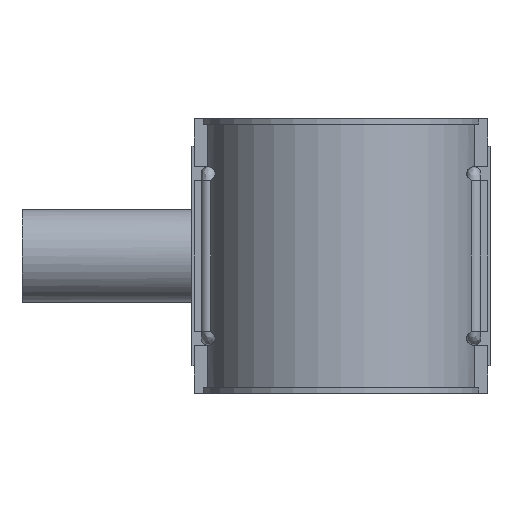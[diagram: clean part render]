
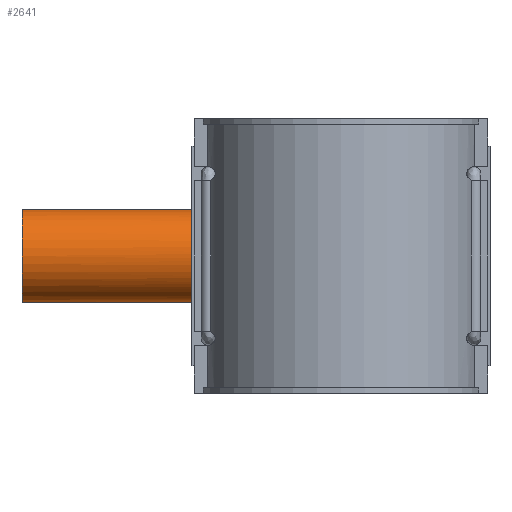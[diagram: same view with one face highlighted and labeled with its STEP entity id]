
A CAD part, front view. The second image highlights one B-rep face of the part: STEP entity #2641.
In plain terms, the highlighted cylindrical face has radius 20 mm (diameter 40 mm), a full revolution.
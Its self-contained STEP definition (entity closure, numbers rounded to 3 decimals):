
#72=FACE_BOUND('',#557,.T.);
#118=B_SPLINE_CURVE_WITH_KNOTS('',3,(#5147,#5148,#5149,#5150,#5151,#5152,
#5153,#5154,#5155,#5156,#5157,#5158,#5159,#5160,#5161,#5162,#5163,#5164,
#5165,#5166,#5167,#5168,#5169,#5170,#5171,#5172,#5173,#5174,#5175,#5176,
#5177,#5178,#5179,#5180,#5181,#5182,#5183,#5184,#5185,#5186,#5187,#5188,
#5189,#5190,#5191,#5192,#5193,#5194,#5195,#5196,#5197,#5198,#5199,#5200,
#5201,#5202,#5203,#5204,#5205,#5206,#5207,#5208,#5209,#5210,#5211,#5212),
 .UNSPECIFIED.,.T.,.F.,(4,2,2,2,2,2,2,2,2,2,2,2,2,2,2,2,2,2,2,2,2,2,2,2,
2,2,2,2,2,2,2,2,4),(0.,0.39,0.781,1.171,
1.561,1.949,2.336,2.724,3.112,
3.499,3.887,4.275,4.662,5.053,
5.443,5.833,6.224,6.614,7.004,
7.394,7.785,8.172,8.56,8.948,
9.335,9.723,10.111,10.498,10.886,
11.276,11.666,12.057,12.447),
 .UNSPECIFIED.);
#362=FACE_OUTER_BOUND('',#556,.T.);
#556=EDGE_LOOP('',(#2424));
#557=EDGE_LOOP('',(#2425));
#1118=CIRCLE('',#2872,20.);
#1363=VERTEX_POINT('',#5144);
#1364=VERTEX_POINT('',#5146);
#1719=EDGE_CURVE('',#1363,#1363,#1118,.T.);
#1720=EDGE_CURVE('',#1364,#1364,#118,.T.);
#2424=ORIENTED_EDGE('',*,*,#1719,.T.);
#2425=ORIENTED_EDGE('',*,*,#1720,.F.);
#2491=CYLINDRICAL_SURFACE('',#2871,20.);
#2641=ADVANCED_FACE('',(#362,#72),#2491,.T.);
#2871=AXIS2_PLACEMENT_3D('',#5143,#3554,#3555);
#2872=AXIS2_PLACEMENT_3D('',#5145,#3556,#3557);
#3554=DIRECTION('center_axis',(1.,0.,0.));
#3555=DIRECTION('ref_axis',(0.,1.,0.));
#3556=DIRECTION('center_axis',(1.,0.,0.));
#3557=DIRECTION('ref_axis',(0.,0.,-1.));
#5143=CARTESIAN_POINT('Origin',(-68.5,91.,0.));
#5144=CARTESIAN_POINT('',(-137.,111.,0.));
#5145=CARTESIAN_POINT('Origin',(-137.,91.,0.));
#5146=CARTESIAN_POINT('',(-26.173,91.,-20.));
#5147=CARTESIAN_POINT('Ctrl Pts',(-26.173,91.,-20.));
#5148=CARTESIAN_POINT('Ctrl Pts',(-26.173,92.301,-20.));
#5149=CARTESIAN_POINT('Ctrl Pts',(-26.273,93.629,-19.871));
#5150=CARTESIAN_POINT('Ctrl Pts',(-26.662,96.242,-19.347));
#5151=CARTESIAN_POINT('Ctrl Pts',(-26.95,97.528,-18.951));
#5152=CARTESIAN_POINT('Ctrl Pts',(-27.644,99.974,-17.923));
#5153=CARTESIAN_POINT('Ctrl Pts',(-28.051,101.138,-17.289));
#5154=CARTESIAN_POINT('Ctrl Pts',(-28.897,103.286,-15.835));
#5155=CARTESIAN_POINT('Ctrl Pts',(-29.335,104.27,-15.014));
#5156=CARTESIAN_POINT('Ctrl Pts',(-30.161,106.008,-13.276));
#5157=CARTESIAN_POINT('Ctrl Pts',(-30.581,106.828,-12.295));
#5158=CARTESIAN_POINT('Ctrl Pts',(-31.359,108.284,-10.147));
#5159=CARTESIAN_POINT('Ctrl Pts',(-31.718,108.921,-8.979));
#5160=CARTESIAN_POINT('Ctrl Pts',(-32.312,109.953,-6.523));
#5161=CARTESIAN_POINT('Ctrl Pts',(-32.548,110.349,-5.233));
#5162=CARTESIAN_POINT('Ctrl Pts',(-32.862,110.873,-2.618));
#5163=CARTESIAN_POINT('Ctrl Pts',(-32.94,111.,-1.292));
#5164=CARTESIAN_POINT('Ctrl Pts',(-32.94,111.,1.292));
#5165=CARTESIAN_POINT('Ctrl Pts',(-32.862,110.873,2.618));
#5166=CARTESIAN_POINT('Ctrl Pts',(-32.548,110.349,5.233));
#5167=CARTESIAN_POINT('Ctrl Pts',(-32.312,109.953,6.523));
#5168=CARTESIAN_POINT('Ctrl Pts',(-31.718,108.921,8.979));
#5169=CARTESIAN_POINT('Ctrl Pts',(-31.359,108.284,10.147));
#5170=CARTESIAN_POINT('Ctrl Pts',(-30.581,106.828,12.295));
#5171=CARTESIAN_POINT('Ctrl Pts',(-30.161,106.008,13.276));
#5172=CARTESIAN_POINT('Ctrl Pts',(-29.335,104.27,15.014));
#5173=CARTESIAN_POINT('Ctrl Pts',(-28.897,103.286,15.835));
#5174=CARTESIAN_POINT('Ctrl Pts',(-28.051,101.138,17.289));
#5175=CARTESIAN_POINT('Ctrl Pts',(-27.644,99.974,17.923));
#5176=CARTESIAN_POINT('Ctrl Pts',(-26.95,97.528,18.951));
#5177=CARTESIAN_POINT('Ctrl Pts',(-26.662,96.242,19.347));
#5178=CARTESIAN_POINT('Ctrl Pts',(-26.273,93.629,19.871));
#5179=CARTESIAN_POINT('Ctrl Pts',(-26.173,92.301,20.));
#5180=CARTESIAN_POINT('Ctrl Pts',(-26.173,89.699,20.));
#5181=CARTESIAN_POINT('Ctrl Pts',(-26.273,88.371,19.871));
#5182=CARTESIAN_POINT('Ctrl Pts',(-26.662,85.758,19.347));
#5183=CARTESIAN_POINT('Ctrl Pts',(-26.95,84.472,18.951));
#5184=CARTESIAN_POINT('Ctrl Pts',(-27.644,82.026,17.923));
#5185=CARTESIAN_POINT('Ctrl Pts',(-28.051,80.862,17.289));
#5186=CARTESIAN_POINT('Ctrl Pts',(-28.897,78.714,15.835));
#5187=CARTESIAN_POINT('Ctrl Pts',(-29.335,77.73,15.014));
#5188=CARTESIAN_POINT('Ctrl Pts',(-30.161,75.992,13.276));
#5189=CARTESIAN_POINT('Ctrl Pts',(-30.581,75.172,12.295));
#5190=CARTESIAN_POINT('Ctrl Pts',(-31.359,73.716,10.147));
#5191=CARTESIAN_POINT('Ctrl Pts',(-31.718,73.079,8.979));
#5192=CARTESIAN_POINT('Ctrl Pts',(-32.312,72.047,6.523));
#5193=CARTESIAN_POINT('Ctrl Pts',(-32.548,71.651,5.233));
#5194=CARTESIAN_POINT('Ctrl Pts',(-32.862,71.127,2.618));
#5195=CARTESIAN_POINT('Ctrl Pts',(-32.94,71.,1.292));
#5196=CARTESIAN_POINT('Ctrl Pts',(-32.94,71.,-1.292));
#5197=CARTESIAN_POINT('Ctrl Pts',(-32.862,71.127,-2.618));
#5198=CARTESIAN_POINT('Ctrl Pts',(-32.548,71.651,-5.233));
#5199=CARTESIAN_POINT('Ctrl Pts',(-32.312,72.047,-6.523));
#5200=CARTESIAN_POINT('Ctrl Pts',(-31.718,73.079,-8.979));
#5201=CARTESIAN_POINT('Ctrl Pts',(-31.359,73.716,-10.147));
#5202=CARTESIAN_POINT('Ctrl Pts',(-30.581,75.172,-12.295));
#5203=CARTESIAN_POINT('Ctrl Pts',(-30.161,75.992,-13.276));
#5204=CARTESIAN_POINT('Ctrl Pts',(-29.335,77.73,-15.014));
#5205=CARTESIAN_POINT('Ctrl Pts',(-28.897,78.714,-15.835));
#5206=CARTESIAN_POINT('Ctrl Pts',(-28.051,80.862,-17.289));
#5207=CARTESIAN_POINT('Ctrl Pts',(-27.644,82.026,-17.923));
#5208=CARTESIAN_POINT('Ctrl Pts',(-26.95,84.472,-18.951));
#5209=CARTESIAN_POINT('Ctrl Pts',(-26.662,85.758,-19.347));
#5210=CARTESIAN_POINT('Ctrl Pts',(-26.273,88.371,-19.871));
#5211=CARTESIAN_POINT('Ctrl Pts',(-26.173,89.699,-20.));
#5212=CARTESIAN_POINT('Ctrl Pts',(-26.173,91.,-20.));
